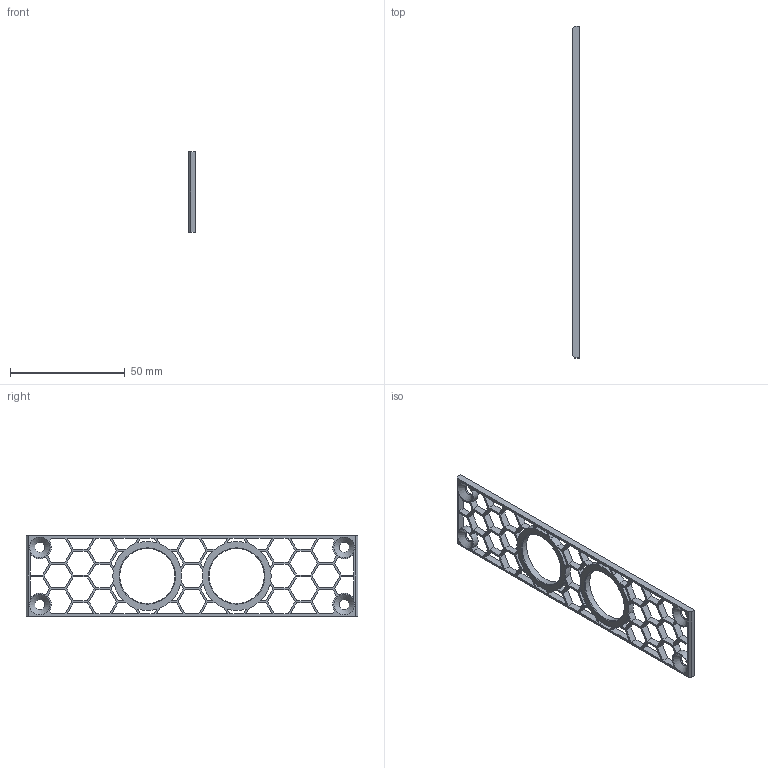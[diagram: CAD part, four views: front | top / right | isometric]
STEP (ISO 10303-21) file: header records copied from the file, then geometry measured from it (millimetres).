
FILE_DESCRIPTION(/* description */ (''),/* implementation_level */ '2;1');
FILE_NAME(/* name */ 'OSM - Outside Plate 2x24mm.step',/* time_stamp */ '2024-06-15T10:58:07-04:00',/* author */ (''),/* organization */ (''),/* preprocessor_version */ 'ST-DEVELOPER v20',/* originating_system */ 'Autodesk Translation Framework v13.14.0.145',/* authorisation */ '');
FILE_SCHEMA (('AUTOMOTIVE_DESIGN { 1 0 10303 214 3 1 1 }'));
Length unit declared in the file: millimetre
Products named in the file (1): Core
Bounding box: 3 x 144.8 x 35 mm (x, y, z)
Volume: 4436.3 mm3; surface area: 8813.5 mm2
Topology: 1 solids, 1 shells, 266 faces, 791 edges, 527 vertices
Faces by surface type: plane 222, cylinder 38, cone 6
Full cylindrical faces by diameter (mm): 4.5 x4, 24.05 x2
Entity records: 9048 total; most frequent: CARTESIAN_POINT 1585, ORIENTED_EDGE 1582, DIRECTION 1412, EDGE_CURVE 791, LINE 704, VECTOR 704, VERTEX_POINT 527, EDGE_LOOP 372
